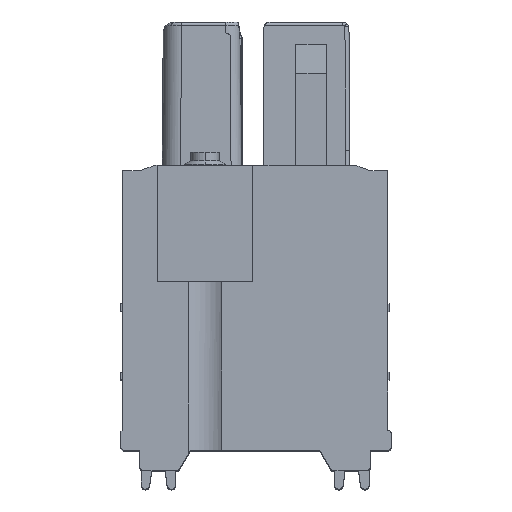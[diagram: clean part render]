
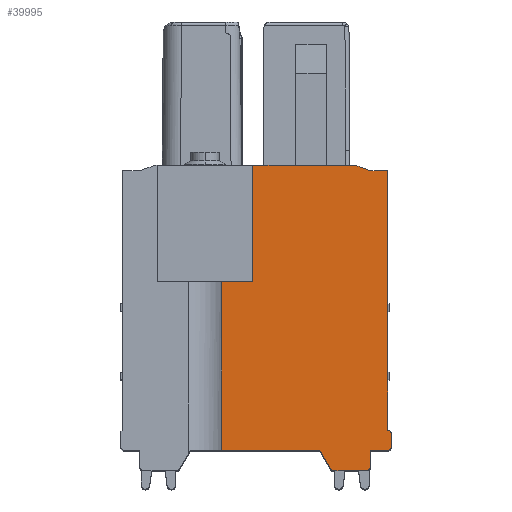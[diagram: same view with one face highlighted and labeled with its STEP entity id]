
A CAD part, top view. The second image highlights one B-rep face of the part: STEP entity #39995.
In plain terms, the highlighted planar face has unit normal (0, 0, 1).
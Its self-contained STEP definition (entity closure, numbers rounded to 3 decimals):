
#11654=DIRECTION('',(0.,-1.,0.));
#11655=VECTOR('',#11654,5.7);
#11656=CARTESIAN_POINT('',(6.4,14.,12.65));
#11657=LINE('',#11656,#11655);
#11666=DIRECTION('',(1.,0.,0.));
#11667=VECTOR('',#11666,1.521);
#11668=CARTESIAN_POINT('',(4.879,8.3,12.65));
#11669=LINE('',#11668,#11667);
#11670=DIRECTION('',(1.,0.,0.));
#11671=VECTOR('',#11670,5.06);
#11672=CARTESIAN_POINT('',(6.4,14.,12.65));
#11673=LINE('',#11672,#11671);
#11674=DIRECTION('',(0.94,-0.342,0.));
#11675=VECTOR('',#11674,0.731);
#11676=CARTESIAN_POINT('',(11.46,14.,12.65));
#11677=LINE('',#11676,#11675);
#11678=DIRECTION('',(1.,0.,0.));
#11679=VECTOR('',#11678,0.873);
#11680=CARTESIAN_POINT('',(12.147,13.75,12.65));
#11681=LINE('',#11680,#11679);
#11682=DIRECTION('',(0.,-1.,0.));
#11683=VECTOR('',#11682,12.749);
#11684=CARTESIAN_POINT('',(13.02,13.75,12.65));
#11685=LINE('',#11684,#11683);
#11686=DIRECTION('',(0.966,-0.259,0.));
#11687=VECTOR('',#11686,0.043);
#11688=CARTESIAN_POINT('',(13.02,1.001,12.65));
#11689=LINE('',#11688,#11687);
#11690=CARTESIAN_POINT('',(13.01,0.797,12.65));
#11691=DIRECTION('',(0.,0.,-1.));
#11692=DIRECTION('',(0.259,0.966,0.));
#11693=AXIS2_PLACEMENT_3D('',#11690,#11691,#11692);
#11695=DIRECTION('',(0.,-1.,0.));
#11696=VECTOR('',#11695,0.597);
#11697=CARTESIAN_POINT('',(13.21,0.797,12.65));
#11698=LINE('',#11697,#11696);
#11699=CARTESIAN_POINT('',(13.01,0.2,12.65));
#11700=DIRECTION('',(0.,0.,-1.));
#11701=DIRECTION('',(1.,0.,0.));
#11702=AXIS2_PLACEMENT_3D('',#11699,#11700,#11701);
#11704=DIRECTION('',(-1.,0.,0.));
#11705=VECTOR('',#11704,0.84);
#11706=CARTESIAN_POINT('',(13.01,0.,12.65));
#11707=LINE('',#11706,#11705);
#11708=DIRECTION('',(0.,-1.,0.));
#11709=VECTOR('',#11708,0.8);
#11710=CARTESIAN_POINT('',(12.17,0.,12.65));
#11711=LINE('',#11710,#11709);
#11712=CARTESIAN_POINT('',(11.97,-0.8,12.65));
#11713=DIRECTION('',(0.,0.,-1.));
#11714=DIRECTION('',(1.,0.,0.));
#11715=AXIS2_PLACEMENT_3D('',#11712,#11713,#11714);
#11717=DIRECTION('',(-1.,0.,0.));
#11718=VECTOR('',#11717,1.585);
#11719=CARTESIAN_POINT('',(11.97,-1.,12.65));
#11720=LINE('',#11719,#11718);
#11721=CARTESIAN_POINT('',(10.385,-0.8,12.65));
#11722=DIRECTION('',(0.,0.,-1.));
#11723=DIRECTION('',(0.,-1.,0.));
#11724=AXIS2_PLACEMENT_3D('',#11721,#11722,#11723);
#11726=DIRECTION('',(-0.5,0.866,0.));
#11727=VECTOR('',#11726,1.039);
#11728=CARTESIAN_POINT('',(10.212,-0.9,12.65));
#11729=LINE('',#11728,#11727);
#11730=DIRECTION('',(-1.,0.,0.));
#11731=VECTOR('',#11730,4.813);
#11732=CARTESIAN_POINT('',(9.693,0.,12.65));
#11733=LINE('',#11732,#11731);
#11738=DIRECTION('',(0.,-1.,0.));
#11739=VECTOR('',#11738,8.3);
#11740=CARTESIAN_POINT('',(4.879,8.3,12.65));
#11741=LINE('',#11740,#11739);
#21376=CARTESIAN_POINT('',(6.4,14.,12.65));
#21377=CARTESIAN_POINT('',(11.46,14.,12.65));
#21378=VERTEX_POINT('',#21376);
#21379=VERTEX_POINT('',#21377);
#21519=CARTESIAN_POINT('',(4.879,8.3,12.65));
#21520=VERTEX_POINT('',#21519);
#21521=CARTESIAN_POINT('',(4.879,0.,12.65));
#21522=VERTEX_POINT('',#21521);
#21533=CARTESIAN_POINT('',(6.4,8.3,12.65));
#21534=VERTEX_POINT('',#21533);
#21535=CARTESIAN_POINT('',(12.147,13.75,12.65));
#21536=VERTEX_POINT('',#21535);
#21537=CARTESIAN_POINT('',(13.02,13.75,12.65));
#21538=VERTEX_POINT('',#21537);
#21539=CARTESIAN_POINT('',(13.02,1.001,12.65));
#21540=VERTEX_POINT('',#21539);
#21541=CARTESIAN_POINT('',(13.062,0.99,12.65));
#21542=VERTEX_POINT('',#21541);
#21543=CARTESIAN_POINT('',(13.21,0.797,12.65));
#21544=VERTEX_POINT('',#21543);
#21545=CARTESIAN_POINT('',(13.21,0.2,12.65));
#21546=VERTEX_POINT('',#21545);
#21547=CARTESIAN_POINT('',(13.01,0.,12.65));
#21548=VERTEX_POINT('',#21547);
#21549=CARTESIAN_POINT('',(12.17,0.,12.65));
#21550=VERTEX_POINT('',#21549);
#21551=CARTESIAN_POINT('',(12.17,-0.8,12.65));
#21552=VERTEX_POINT('',#21551);
#21553=CARTESIAN_POINT('',(11.97,-1.,12.65));
#21554=VERTEX_POINT('',#21553);
#21555=CARTESIAN_POINT('',(10.385,-1.,12.65));
#21556=VERTEX_POINT('',#21555);
#21557=CARTESIAN_POINT('',(10.212,-0.9,12.65));
#21558=VERTEX_POINT('',#21557);
#21559=CARTESIAN_POINT('',(9.693,0.,12.65));
#21560=VERTEX_POINT('',#21559);
#39963=CARTESIAN_POINT('',(9.045,6.5,12.65));
#39964=DIRECTION('',(0.,0.,1.));
#39965=DIRECTION('',(1.,0.,0.));
#39966=AXIS2_PLACEMENT_3D('',#39963,#39964,#39965);
#39967=PLANE('',#39966);
#39969=ORIENTED_EDGE('',*,*,#39968,.F.);
#39971=ORIENTED_EDGE('',*,*,#39970,.T.);
#39972=ORIENTED_EDGE('',*,*,#39954,.F.);
#39973=ORIENTED_EDGE('',*,*,#25123,.T.);
#39974=ORIENTED_EDGE('',*,*,#32616,.T.);
#39975=ORIENTED_EDGE('',*,*,#32643,.T.);
#39976=ORIENTED_EDGE('',*,*,#32783,.T.);
#39977=ORIENTED_EDGE('',*,*,#33943,.T.);
#39978=ORIENTED_EDGE('',*,*,#33958,.T.);
#39979=ORIENTED_EDGE('',*,*,#33973,.T.);
#39980=ORIENTED_EDGE('',*,*,#33988,.T.);
#39981=ORIENTED_EDGE('',*,*,#34007,.T.);
#39983=ORIENTED_EDGE('',*,*,#39982,.T.);
#39985=ORIENTED_EDGE('',*,*,#39984,.T.);
#39987=ORIENTED_EDGE('',*,*,#39986,.T.);
#39989=ORIENTED_EDGE('',*,*,#39988,.T.);
#39991=ORIENTED_EDGE('',*,*,#39990,.T.);
#39992=ORIENTED_EDGE('',*,*,#34211,.T.);
#39993=EDGE_LOOP('',(#39969,#39971,#39972,#39973,#39974,#39975,#39976,#39977,
#39978,#39979,#39980,#39981,#39983,#39985,#39987,#39989,#39991,#39992));
#39994=FACE_OUTER_BOUND('',#39993,.F.);
#39995=ADVANCED_FACE('',(#39994),#39967,.T.);
#11694=CIRCLE('',#11693,0.2);
#11703=CIRCLE('',#11702,0.2);
#11716=CIRCLE('',#11715,0.2);
#11725=CIRCLE('',#11724,0.2);
#25123=EDGE_CURVE('',#21378,#21379,#11673,.T.);
#32616=EDGE_CURVE('',#21379,#21536,#11677,.T.);
#32643=EDGE_CURVE('',#21536,#21538,#11681,.T.);
#32783=EDGE_CURVE('',#21538,#21540,#11685,.T.);
#33943=EDGE_CURVE('',#21540,#21542,#11689,.T.);
#33958=EDGE_CURVE('',#21542,#21544,#11694,.T.);
#33973=EDGE_CURVE('',#21544,#21546,#11698,.T.);
#33988=EDGE_CURVE('',#21546,#21548,#11703,.T.);
#34007=EDGE_CURVE('',#21548,#21550,#11707,.T.);
#34211=EDGE_CURVE('',#21560,#21522,#11733,.T.);
#39954=EDGE_CURVE('',#21378,#21534,#11657,.T.);
#39968=EDGE_CURVE('',#21520,#21522,#11741,.T.);
#39970=EDGE_CURVE('',#21520,#21534,#11669,.T.);
#39982=EDGE_CURVE('',#21550,#21552,#11711,.T.);
#39984=EDGE_CURVE('',#21552,#21554,#11716,.T.);
#39986=EDGE_CURVE('',#21554,#21556,#11720,.T.);
#39988=EDGE_CURVE('',#21556,#21558,#11725,.T.);
#39990=EDGE_CURVE('',#21558,#21560,#11729,.T.);
